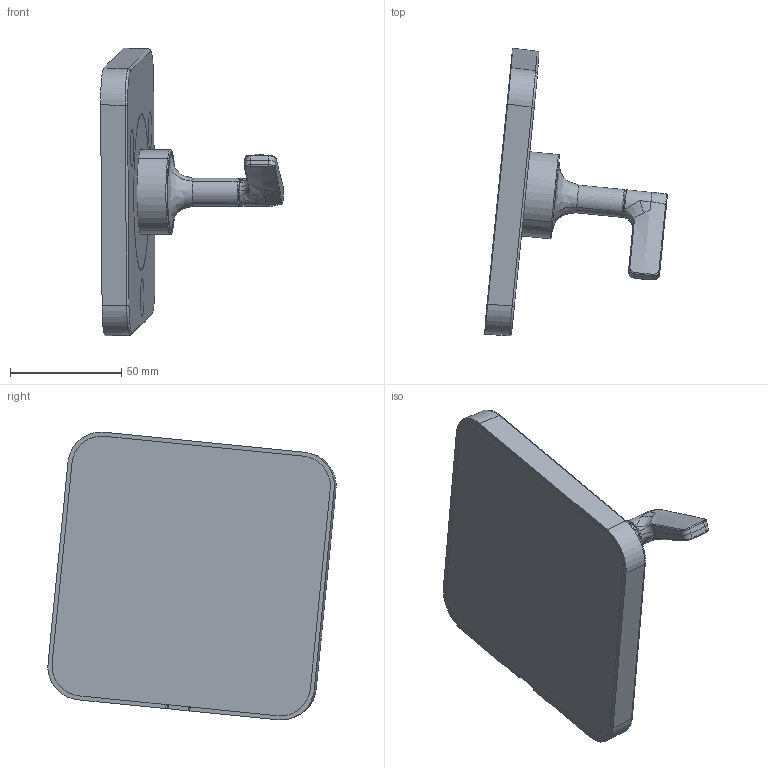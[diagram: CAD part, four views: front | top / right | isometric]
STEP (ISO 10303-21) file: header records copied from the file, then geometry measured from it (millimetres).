
FILE_DESCRIPTION(('CAx-IF Rec.Pracs.---Model Styling and Organization---1.2---2011-12-15','CAx-IF Rec.Pracs.---Geometric and Assembly Validation Properties---4.1---2014-06-16','CAx-IF Rec.Pracs.---PMI Polyline Presentation---2.0---2013-05-24'),'2;1');
FILE_NAME('1000091176_PPR_000.stp','2016-09-02T12:51:30+02:00',(''),(''),'STEP Interface 4.0.1101 by CT CoreTechnologie','3D_Evolution4.0.1101 by CT CoreTechnologie','');
FILE_SCHEMA(('AP203_CONFIGURATION_CONTROLLED_3D_DESIGN_OF_MECHANICAL_PARTS_AND_ASSEMBLIES_MIM_LF'));
Length unit declared in the file: millimetre
Products named in the file (7): P_2 3V UV AXOR Citterio Universal 1000091176_PPR_000_A0; P_2 Rosette 3V_UV AXOR Citterio Univers 1000091177_PPA_000_A0; P_2 Hebelgriff UV AX Citterio Universal 1000091122_PPR_000_A0; P_2 Welle_Griff 3L_WM AX Citterio Univer 1000083586_PPA_000_A0; P_2 Huelse_Griff_Axor Citterio Universal 1000083587_PPA_000_A0; P_2 Hebelgriff UV AX Citterio Universal 1000091123_PPA_000_A0; P_2 Markiereinsatz Trio_ Quattro leer 1000091124_PPA_000_A0
Assembly tree (8 placements, depth 3):
  P_2 3V UV AXOR Citterio Universal 1000091176_PPR_000_A0
    P_2 Rosette 3V_UV AXOR Citterio Univers 1000091177_PPA_000_A0
    P_2 Hebelgriff UV AX Citterio Universal 1000091122_PPR_000_A0
      P_2 Welle_Griff 3L_WM AX Citterio Univer 1000083586_PPA_000_A0
      P_2 Huelse_Griff_Axor Citterio Universal 1000083587_PPA_000_A0
      P_2 Hebelgriff UV AX Citterio Universal 1000091123_PPA_000_A0
    P_2 Markiereinsatz Trio_ Quattro leer 1000091124_PPA_000_A0  x3
Bounding box: 81.97 x 129.23 x 129.07 mm (x, y, z)
Volume: 199361.9 mm3; surface area: 47151 mm2
Topology: 7 solids, 7 shells, 155 faces, 321 edges, 189 vertices
Faces by surface type: bspline 63, cylinder 60, plane 32
Entity records: 10635 total; most frequent: CARTESIAN_POINT 6070, DIRECTION 601, ORIENTED_EDGE 554, EDGE_CURVE 277, AXIS2_PLACEMENT_3D 260, CIRCLE 175, VERTEX_POINT 165, EDGE_LOOP 140
